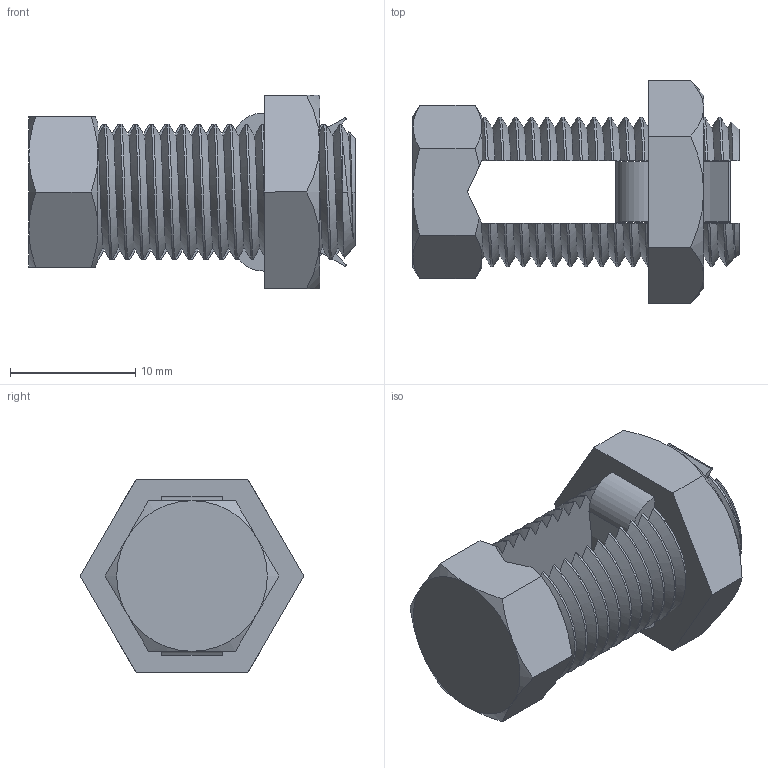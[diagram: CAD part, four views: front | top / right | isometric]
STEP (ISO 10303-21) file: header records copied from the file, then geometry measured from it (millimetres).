
FILE_DESCRIPTION (( 'STEP AP214' ), '1' );
FILE_NAME ('LC-EHB-A_3D.step', '2023-05-09T16:30:29', ( '' ), ( '' ), 'SwSTEP 2.0', 'SolidWorks 2022', '' );
FILE_SCHEMA (( 'AUTOMOTIVE_DESIGN' ));
Length unit declared in the file: inch
Products named in the file (4): LC-EHB-A T-clamp^LC-EHB-A; LC-EHB-A M10x18 bolt^LC-EHB-A; LC-EHB-A M10 nut^LC-EHB-A; LC-EHB-A_3D
Assembly tree (3 placements, depth 2):
  LC-EHB-A_3D
    LC-EHB-A M10x18 bolt^LC-EHB-A
    LC-EHB-A T-clamp^LC-EHB-A
    LC-EHB-A M10 nut^LC-EHB-A
Bounding box: 26 x 17.8 x 15.42 mm (x, y, z)
Volume: 2325 mm3; surface area: 2779.4 mm2
Topology: 3 solids, 3 shells, 181 faces, 501 edges, 326 vertices
Faces by surface type: bspline 69, cylinder 56, cone 28, plane 28
Entity records: 46045 total; most frequent: CARTESIAN_POINT 42192, ORIENTED_EDGE 1002, EDGE_CURVE 501, DIRECTION 497, VERTEX_POINT 326, B_SPLINE_CURVE_WITH_KNOTS 190, EDGE_LOOP 183, AXIS2_PLACEMENT_3D 182
